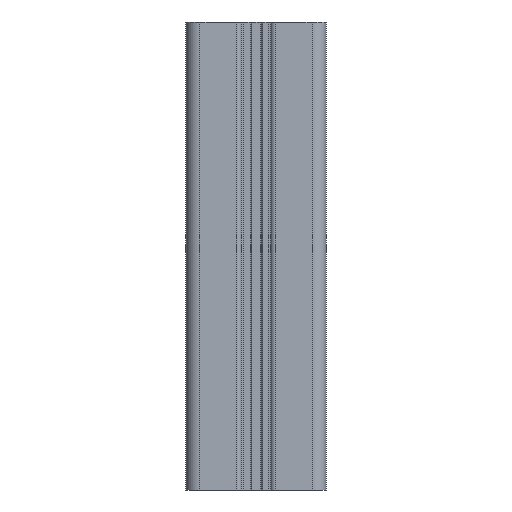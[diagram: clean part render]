
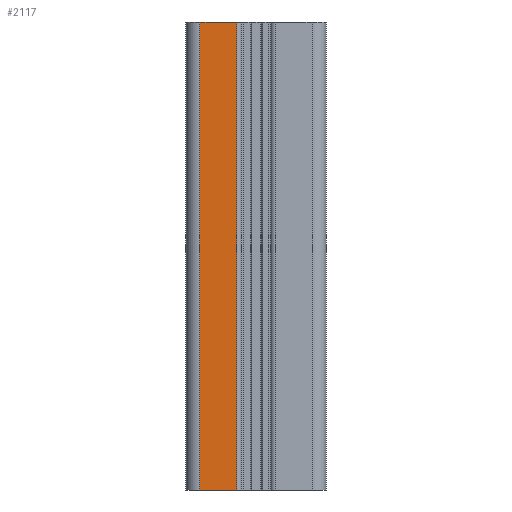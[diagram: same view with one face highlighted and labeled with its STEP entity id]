
A CAD part, front view. The second image highlights one B-rep face of the part: STEP entity #2117.
In plain terms, the highlighted planar face has unit normal (0, -1, 0).
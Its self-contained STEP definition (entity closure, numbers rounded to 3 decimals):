
#54=PLANE('',#2328);
#151=FACE_OUTER_BOUND('',#261,.T.);
#261=EDGE_LOOP('',(#1767,#1768,#1769,#1770));
#528=LINE('',#3435,#734);
#566=LINE('',#3546,#772);
#567=LINE('',#3549,#773);
#568=LINE('',#3550,#774);
#734=VECTOR('',#2790,7.9);
#772=VECTOR('',#2894,100.);
#773=VECTOR('',#2897,7.9);
#774=VECTOR('',#2898,100.);
#959=VERTEX_POINT('',#3432);
#960=VERTEX_POINT('',#3434);
#1000=VERTEX_POINT('',#3544);
#1001=VERTEX_POINT('',#3548);
#1235=EDGE_CURVE('',#959,#960,#528,.T.);
#1291=EDGE_CURVE('',#959,#1000,#566,.T.);
#1292=EDGE_CURVE('',#1001,#1000,#567,.T.);
#1293=EDGE_CURVE('',#960,#1001,#568,.T.);
#1767=ORIENTED_EDGE('',*,*,#1291,.T.);
#1768=ORIENTED_EDGE('',*,*,#1292,.F.);
#1769=ORIENTED_EDGE('',*,*,#1293,.F.);
#1770=ORIENTED_EDGE('',*,*,#1235,.F.);
#2117=ADVANCED_FACE('',(#151),#54,.T.);
#2328=AXIS2_PLACEMENT_3D('',#3547,#2895,#2896);
#2790=DIRECTION('',(-1.,0.,0.));
#2894=DIRECTION('',(0.,0.,1.));
#2895=DIRECTION('center_axis',(0.,-1.,0.));
#2896=DIRECTION('ref_axis',(1.,0.,0.));
#2897=DIRECTION('',(1.,0.,0.));
#2898=DIRECTION('',(0.,0.,1.));
#3432=CARTESIAN_POINT('',(-4.1,-6.,-50.));
#3434=CARTESIAN_POINT('',(-12.,-6.,-50.));
#3435=CARTESIAN_POINT('',(-12.,-6.,-50.));
#3544=CARTESIAN_POINT('',(-4.1,-6.,50.));
#3546=CARTESIAN_POINT('',(-4.1,-6.,0.));
#3547=CARTESIAN_POINT('Origin',(-12.,-6.,0.));
#3548=CARTESIAN_POINT('',(-12.,-6.,50.));
#3549=CARTESIAN_POINT('',(-12.,-6.,50.));
#3550=CARTESIAN_POINT('',(-12.,-6.,0.));
